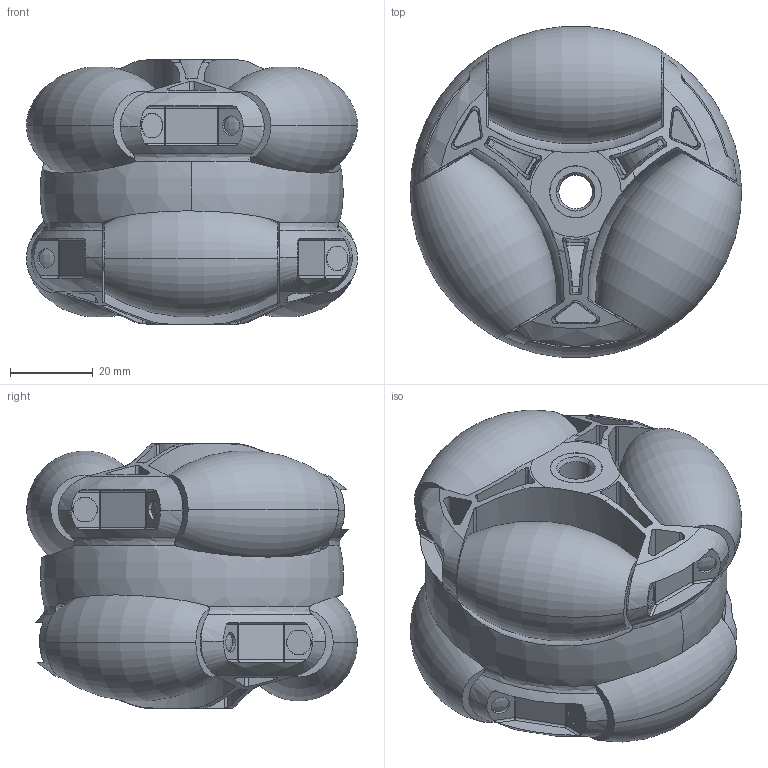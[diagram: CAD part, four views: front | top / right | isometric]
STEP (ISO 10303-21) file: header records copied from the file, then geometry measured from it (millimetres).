
FILE_DESCRIPTION (( 'STEP AP214' ), '1' );
FILE_NAME ('0027666.step', '2022-02-04T09:56:30', ( '' ), ( '' ), 'SwSTEP 2.0', 'SolidWorks 2020', '' );
FILE_SCHEMA (( 'AUTOMOTIVE_DESIGN' ));
Length unit declared in the file: millimetre
Products named in the file (1): 0027666
Bounding box: 80.31 x 80.15 x 64 mm (x, y, z)
Volume: 191406.7 mm3; surface area: 86476.6 mm2
Topology: 27 solids, 27 shells, 1011 faces, 2295 edges, 1352 vertices
Faces by surface type: bspline 367, cylinder 367, plane 158, cone 98, torus 21
Entity records: 47321 total; most frequent: CARTESIAN_POINT 15033, ORIENTED_EDGE 4556, DIRECTION 4082, EDGE_CURVE 2278, AXIS2_PLACEMENT_3D 1757, VERTEX_POINT 1352, CIRCLE 1112, EDGE_LOOP 1108
